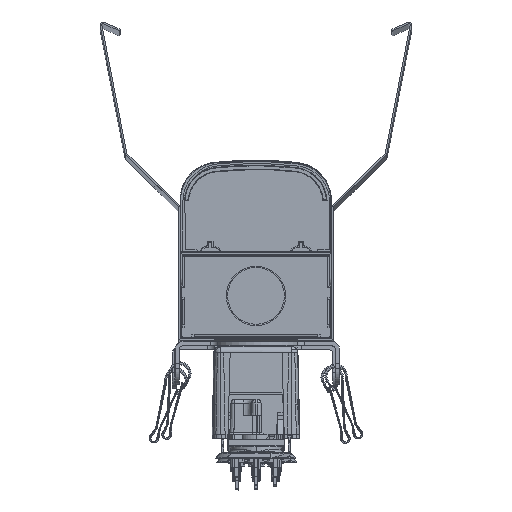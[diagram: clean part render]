
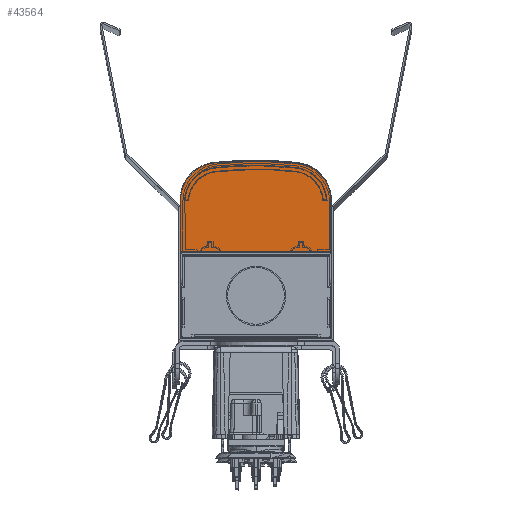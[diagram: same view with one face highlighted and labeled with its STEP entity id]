
A CAD part, top view. The second image highlights one B-rep face of the part: STEP entity #43564.
In plain terms, the highlighted face is planar.
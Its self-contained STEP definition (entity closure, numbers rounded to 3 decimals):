
#2661 = VECTOR ( 'NONE', #22712, 1000. ) ;
#6192 = VERTEX_POINT ( 'NONE', #43425 ) ;
#12107 = VERTEX_POINT ( 'NONE', #108573 ) ;
#12804 = ORIENTED_EDGE ( 'NONE', *, *, #36957, .F. ) ;
#14080 = CARTESIAN_POINT ( 'NONE',  ( -29.8, 28.686, 0. ) ) ;
#15859 = EDGE_CURVE ( 'NONE', #26062, #107675, #29353, .T. ) ;
#18595 = ORIENTED_EDGE ( 'NONE', *, *, #58058, .F. ) ;
#19478 = CARTESIAN_POINT ( 'NONE',  ( 0., 0.2, 0. ) ) ;
#20548 = CARTESIAN_POINT ( 'NONE',  ( 29.8, 28.687, 0. ) ) ;
#22115 =( BOUNDED_CURVE ( )  B_SPLINE_CURVE ( 3, ( #22629, #56823, #14080, #23724 ),
 .UNSPECIFIED., .F., .F. ) 
 B_SPLINE_CURVE_WITH_KNOTS ( ( 4, 4 ),
 ( 0., 1. ),
 .UNSPECIFIED. ) 
 CURVE ( )  GEOMETRIC_REPRESENTATION_ITEM ( )  RATIONAL_B_SPLINE_CURVE ( ( 1., 0.83, 0.83, 1. ) ) 
 REPRESENTATION_ITEM ( '' )  );
#22629 = CARTESIAN_POINT ( 'NONE',  ( -16.645, 35.472, 0. ) ) ;
#22712 = DIRECTION ( 'NONE',  ( 0., -1., 0. ) ) ;
#23724 = CARTESIAN_POINT ( 'NONE',  ( -29.8, 20.764, 0. ) ) ;
#26062 = VERTEX_POINT ( 'NONE', #89705 ) ;
#29353 = LINE ( 'NONE', #56179, #2661 ) ;
#29599 = DIRECTION ( 'NONE',  ( 1., 0., 0. ) ) ;
#30680 = CARTESIAN_POINT ( 'NONE',  ( 0., 0., 0. ) ) ;
#36105 = ORIENTED_EDGE ( 'NONE', *, *, #15859, .F. ) ;
#36957 = EDGE_CURVE ( 'NONE', #12107, #6192, #37316, .T. ) ;
#37316 =( BOUNDED_CURVE ( )  B_SPLINE_CURVE ( 3, ( #109270, #50998, #101826, #76217 ),
 .UNSPECIFIED., .F., .F. ) 
 B_SPLINE_CURVE_WITH_KNOTS ( ( 4, 4 ),
 ( 0., 1. ),
 .UNSPECIFIED. ) 
 CURVE ( )  GEOMETRIC_REPRESENTATION_ITEM ( )  RATIONAL_B_SPLINE_CURVE ( ( 1., 0.996, 0.996, 1. ) ) 
 REPRESENTATION_ITEM ( '' )  );
#38365 = EDGE_CURVE ( 'NONE', #91471, #12107, #65252, .T. ) ;
#39248 = PLANE ( 'NONE',  #65279 ) ;
#43425 = CARTESIAN_POINT ( 'NONE',  ( -16.645, 35.472, 0. ) ) ;
#43564 = ADVANCED_FACE ( 'NONE', ( #47402 ), #39248, .F. ) ;
#44580 = LINE ( 'NONE', #56671, #73750 ) ;
#47402 = FACE_OUTER_BOUND ( 'NONE', #55256, .T. ) ;
#50998 = CARTESIAN_POINT ( 'NONE',  ( 5.571, 36.711, 0. ) ) ;
#52049 = EDGE_CURVE ( 'NONE', #107675, #96803, #80816, .T. ) ;
#55256 = EDGE_LOOP ( 'NONE', ( #18595, #12804, #69623, #78426, #94628, #36105 ) ) ;
#56179 = CARTESIAN_POINT ( 'NONE',  ( -29.8, 0., 0. ) ) ;
#56671 = CARTESIAN_POINT ( 'NONE',  ( 29.8, 0., 0. ) ) ;
#56823 = CARTESIAN_POINT ( 'NONE',  ( -24.518, 34.592, 0. ) ) ;
#58058 = EDGE_CURVE ( 'NONE', #6192, #26062, #22115, .T. ) ;
#63379 = DIRECTION ( 'NONE',  ( 0., 0., 1. ) ) ;
#65252 =( BOUNDED_CURVE ( )  B_SPLINE_CURVE ( 3, ( #89287, #20548, #80007, #97820 ),
 .UNSPECIFIED., .F., .F. ) 
 B_SPLINE_CURVE_WITH_KNOTS ( ( 4, 4 ),
 ( 0., 1. ),
 .UNSPECIFIED. ) 
 CURVE ( )  GEOMETRIC_REPRESENTATION_ITEM ( )  RATIONAL_B_SPLINE_CURVE ( ( 1., 0.83, 0.83, 1. ) ) 
 REPRESENTATION_ITEM ( '' )  );
#65279 = AXIS2_PLACEMENT_3D ( 'NONE', #30680, #63379, #29599 ) ;
#69623 = ORIENTED_EDGE ( 'NONE', *, *, #38365, .F. ) ;
#73750 = VECTOR ( 'NONE', #81939, 1000. ) ;
#76217 = CARTESIAN_POINT ( 'NONE',  ( -16.645, 35.472, 0. ) ) ;
#76856 = CARTESIAN_POINT ( 'NONE',  ( -29.8, 0.2, 0. ) ) ;
#78426 = ORIENTED_EDGE ( 'NONE', *, *, #102403, .F. ) ;
#78934 = DIRECTION ( 'NONE',  ( 1., 0., 0. ) ) ;
#80007 = CARTESIAN_POINT ( 'NONE',  ( 24.518, 34.593, 0. ) ) ;
#80816 = LINE ( 'NONE', #19478, #86141 ) ;
#81939 = DIRECTION ( 'NONE',  ( 0., 1., 0. ) ) ;
#86141 = VECTOR ( 'NONE', #78934, 1000. ) ;
#89287 = CARTESIAN_POINT ( 'NONE',  ( 29.8, 20.764, 0. ) ) ;
#89705 = CARTESIAN_POINT ( 'NONE',  ( -29.8, 20.764, 0. ) ) ;
#91471 = VERTEX_POINT ( 'NONE', #107094 ) ;
#94628 = ORIENTED_EDGE ( 'NONE', *, *, #52049, .F. ) ;
#96803 = VERTEX_POINT ( 'NONE', #97179 ) ;
#97179 = CARTESIAN_POINT ( 'NONE',  ( 29.8, 0.2, 0. ) ) ;
#97820 = CARTESIAN_POINT ( 'NONE',  ( 16.644, 35.473, 0. ) ) ;
#101826 = CARTESIAN_POINT ( 'NONE',  ( -5.572, 36.71, 0. ) ) ;
#102403 = EDGE_CURVE ( 'NONE', #96803, #91471, #44580, .T. ) ;
#107094 = CARTESIAN_POINT ( 'NONE',  ( 29.8, 20.764, 0. ) ) ;
#107675 = VERTEX_POINT ( 'NONE', #76856 ) ;
#108573 = CARTESIAN_POINT ( 'NONE',  ( 16.644, 35.473, 0. ) ) ;
#109270 = CARTESIAN_POINT ( 'NONE',  ( 16.644, 35.473, 0. ) ) ;
